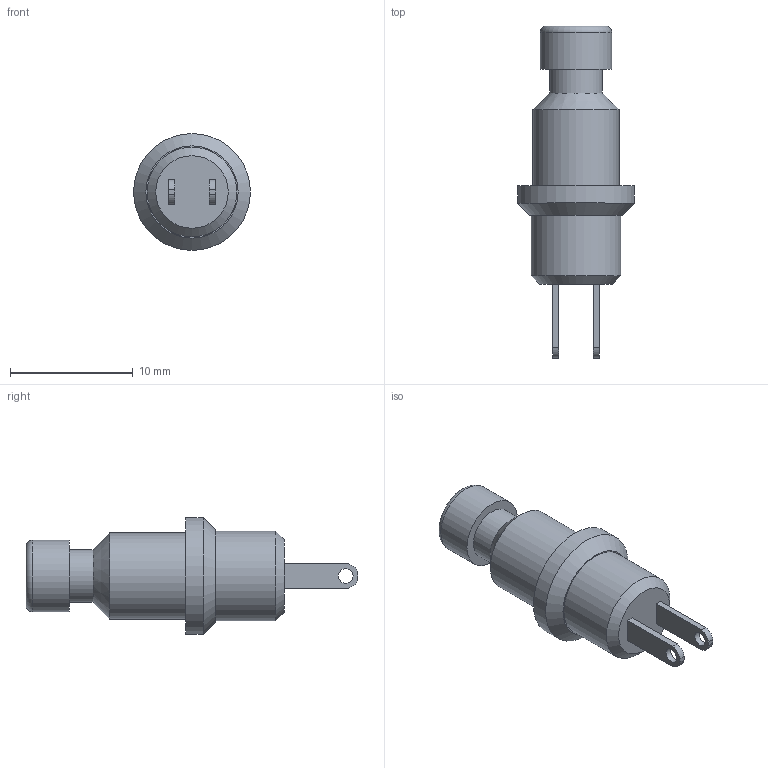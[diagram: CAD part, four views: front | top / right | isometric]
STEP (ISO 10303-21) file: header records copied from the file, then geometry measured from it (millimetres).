
FILE_DESCRIPTION(('STEP AP242'), '1');
FILE_NAME('Momentary 7mm round switch button_1', '', ('UNSPECIFIED'), ('UNSPECIFIED'), 'C3D Converter', 'C3D Toolkit', '');
FILE_SCHEMA(('AP242_MANAGED_MODEL_BASED_3D_ENGINEERING_MIM_LF { 1 0 10303 442 1 1 4 }'));
Length unit declared in the file: millimetre
Bounding box: 9.5 x 27 x 9.5 mm (x, y, z)
Volume: 788.8 mm3; surface area: 626.1 mm2
Topology: 1 solids, 1 shells, 30 faces, 68 edges, 45 vertices
Faces by surface type: plane 15, cylinder 11, cone 3, torus 1
Full cylindrical faces by diameter (mm): 1.2 x2, 4.3 x1, 5.8 x1, 7 x1, 7.3 x1, 9.5 x1
Entity records: 1038 total; most frequent: DIRECTION 148, CARTESIAN_POINT 133, ORIENTED_EDGE 114, AXIS2_PLACEMENT_3D 60, EDGE_CURVE 57, EDGE_LOOP 50, VERTEX_POINT 45, FACE_BOUND 34
